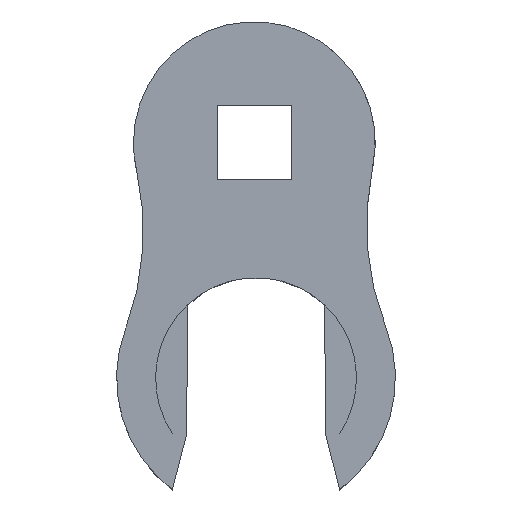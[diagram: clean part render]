
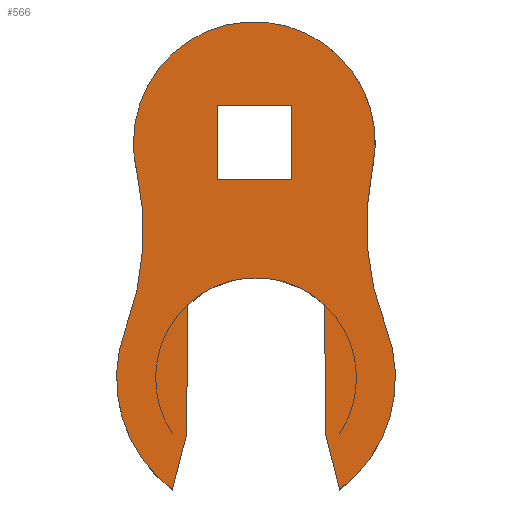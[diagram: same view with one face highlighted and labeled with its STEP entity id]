
A CAD part, top view. The second image highlights one B-rep face of the part: STEP entity #566.
In plain terms, the highlighted planar face has unit normal (0, 0, 1).
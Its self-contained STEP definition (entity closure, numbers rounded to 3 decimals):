
#17=FACE_BOUND('',#91,.T.);
#58=FACE_OUTER_BOUND('',#90,.T.);
#90=EDGE_LOOP('',(#480,#481,#482,#483,#484,#485,#486,#487,#488,#489,#490,
#491,#492,#493,#494));
#91=EDGE_LOOP('',(#495,#496,#497,#498));
#102=CIRCLE('',#592,15.);
#103=CIRCLE('',#594,7.5);
#105=CIRCLE('',#603,5.401);
#107=CIRCLE('',#610,5.401);
#109=CIRCLE('',#617,6.5);
#111=CIRCLE('',#619,6.5);
#112=CIRCLE('',#627,15.);
#113=CIRCLE('',#629,7.5);
#114=CIRCLE('',#630,5.401);
#115=CIRCLE('',#631,5.401);
#116=CIRCLE('',#632,5.401);
#128=LINE('',#850,#183);
#132=LINE('',#858,#187);
#139=LINE('',#883,#194);
#142=LINE('',#889,#197);
#154=LINE('',#918,#209);
#157=LINE('',#923,#212);
#169=LINE('',#952,#224);
#170=LINE('',#954,#225);
#183=VECTOR('',#681,10.);
#187=VECTOR('',#687,10.);
#194=VECTOR('',#708,10.);
#197=VECTOR('',#713,10.);
#209=VECTOR('',#737,10.);
#212=VECTOR('',#742,10.);
#224=VECTOR('',#772,10.);
#225=VECTOR('',#775,10.);
#235=VERTEX_POINT('',#816);
#236=VERTEX_POINT('',#818);
#238=VERTEX_POINT('',#824);
#244=VERTEX_POINT('',#848);
#245=VERTEX_POINT('',#849);
#248=VERTEX_POINT('',#857);
#249=VERTEX_POINT('',#862);
#251=VERTEX_POINT('',#874);
#253=VERTEX_POINT('',#882);
#255=VERTEX_POINT('',#888);
#265=VERTEX_POINT('',#915);
#266=VERTEX_POINT('',#917);
#267=VERTEX_POINT('',#921);
#268=VERTEX_POINT('',#925);
#270=VERTEX_POINT('',#930);
#275=VERTEX_POINT('',#950);
#276=VERTEX_POINT('',#956);
#286=EDGE_CURVE('',#235,#236,#102,.T.);
#290=EDGE_CURVE('',#235,#238,#103,.T.);
#299=EDGE_CURVE('',#244,#245,#128,.T.);
#303=EDGE_CURVE('',#245,#248,#132,.T.);
#309=EDGE_CURVE('',#244,#249,#105,.T.);
#314=EDGE_CURVE('',#253,#238,#139,.T.);
#317=EDGE_CURVE('',#255,#253,#142,.T.);
#320=EDGE_CURVE('',#251,#255,#107,.T.);
#331=EDGE_CURVE('',#266,#265,#154,.T.);
#334=EDGE_CURVE('',#265,#267,#157,.T.);
#335=EDGE_CURVE('',#268,#236,#109,.T.);
#338=EDGE_CURVE('',#270,#268,#111,.T.);
#349=EDGE_CURVE('',#267,#275,#169,.T.);
#350=EDGE_CURVE('',#275,#266,#170,.T.);
#351=EDGE_CURVE('',#270,#276,#112,.T.);
#353=EDGE_CURVE('',#248,#276,#113,.T.);
#354=EDGE_CURVE('',#251,#255,#114,.T.);
#355=EDGE_CURVE('',#255,#244,#115,.T.);
#356=EDGE_CURVE('',#244,#249,#116,.T.);
#480=ORIENTED_EDGE('',*,*,#353,.T.);
#481=ORIENTED_EDGE('',*,*,#351,.F.);
#482=ORIENTED_EDGE('',*,*,#338,.T.);
#483=ORIENTED_EDGE('',*,*,#335,.T.);
#484=ORIENTED_EDGE('',*,*,#286,.F.);
#485=ORIENTED_EDGE('',*,*,#290,.T.);
#486=ORIENTED_EDGE('',*,*,#314,.F.);
#487=ORIENTED_EDGE('',*,*,#317,.F.);
#488=ORIENTED_EDGE('',*,*,#320,.F.);
#489=ORIENTED_EDGE('',*,*,#354,.T.);
#490=ORIENTED_EDGE('',*,*,#355,.T.);
#491=ORIENTED_EDGE('',*,*,#356,.T.);
#492=ORIENTED_EDGE('',*,*,#309,.F.);
#493=ORIENTED_EDGE('',*,*,#299,.T.);
#494=ORIENTED_EDGE('',*,*,#303,.T.);
#495=ORIENTED_EDGE('',*,*,#350,.T.);
#496=ORIENTED_EDGE('',*,*,#331,.T.);
#497=ORIENTED_EDGE('',*,*,#334,.T.);
#498=ORIENTED_EDGE('',*,*,#349,.T.);
#537=PLANE('',#628);
#566=ADVANCED_FACE('',(#58,#17),#537,.T.);
#592=AXIS2_PLACEMENT_3D('',#819,#657,#658);
#594=AXIS2_PLACEMENT_3D('',#826,#664,#665);
#603=AXIS2_PLACEMENT_3D('',#870,#696,#697);
#610=AXIS2_PLACEMENT_3D('',#894,#718,#719);
#617=AXIS2_PLACEMENT_3D('',#926,#745,#746);
#619=AXIS2_PLACEMENT_3D('',#931,#750,#751);
#627=AXIS2_PLACEMENT_3D('',#957,#778,#779);
#628=AXIS2_PLACEMENT_3D('',#959,#781,#782);
#629=AXIS2_PLACEMENT_3D('',#960,#783,#784);
#630=AXIS2_PLACEMENT_3D('',#961,#785,#786);
#631=AXIS2_PLACEMENT_3D('',#962,#787,#788);
#632=AXIS2_PLACEMENT_3D('',#963,#789,#790);
#657=DIRECTION('center_axis',(0.,0.,1.));
#658=DIRECTION('ref_axis',(0.998,-0.068,0.));
#664=DIRECTION('center_axis',(0.,0.,1.));
#665=DIRECTION('ref_axis',(1.,0.,0.));
#681=DIRECTION('',(0.003,-1.,0.));
#687=DIRECTION('',(0.25,-0.968,0.));
#696=DIRECTION('center_axis',(0.,0.,-1.));
#697=DIRECTION('ref_axis',(1.,0.,0.));
#708=DIRECTION('',(-0.251,-0.968,0.));
#713=DIRECTION('',(-0.003,-1.,0.));
#718=DIRECTION('center_axis',(0.,0.,-1.));
#719=DIRECTION('ref_axis',(1.,0.,0.));
#737=DIRECTION('',(-1.,0.,0.));
#742=DIRECTION('',(0.,1.,0.));
#745=DIRECTION('center_axis',(0.,0.,1.));
#746=DIRECTION('ref_axis',(1.,0.,0.));
#750=DIRECTION('center_axis',(0.,0.,1.));
#751=DIRECTION('ref_axis',(1.,0.,0.));
#772=DIRECTION('',(1.,0.,0.));
#775=DIRECTION('',(0.,-1.,0.));
#778=DIRECTION('center_axis',(0.,0.,1.));
#779=DIRECTION('ref_axis',(-0.997,-0.083,0.));
#781=DIRECTION('center_axis',(0.,0.,1.));
#782=DIRECTION('ref_axis',(1.,0.,0.));
#783=DIRECTION('center_axis',(0.,0.,1.));
#784=DIRECTION('ref_axis',(1.,0.,0.));
#785=DIRECTION('center_axis',(0.,0.,-1.));
#786=DIRECTION('ref_axis',(1.,0.,0.));
#787=DIRECTION('center_axis',(0.,0.,-1.));
#788=DIRECTION('ref_axis',(1.,0.,0.));
#789=DIRECTION('center_axis',(0.,0.,-1.));
#790=DIRECTION('ref_axis',(1.,0.,0.));
#816=CARTESIAN_POINT('',(45.471,-10.024,20.));
#818=CARTESIAN_POINT('',(46.06,-1.435,20.));
#819=CARTESIAN_POINT('Origin',(31.43,-4.746,20.));
#824=CARTESIAN_POINT('',(47.991,-18.664,20.));
#826=CARTESIAN_POINT('Origin',(52.491,-12.664,20.));
#848=CARTESIAN_POINT('',(56.191,-8.729,20.));
#849=CARTESIAN_POINT('',(56.215,-15.65,20.));
#850=CARTESIAN_POINT('',(56.191,-8.729,20.));
#857=CARTESIAN_POINT('',(56.991,-18.664,20.));
#858=CARTESIAN_POINT('',(56.215,-15.65,20.));
#862=CARTESIAN_POINT('',(56.991,-15.65,20.));
#870=CARTESIAN_POINT('Origin',(52.491,-12.664,20.));
#874=CARTESIAN_POINT('',(47.991,-15.65,20.));
#882=CARTESIAN_POINT('',(48.772,-15.65,20.));
#883=CARTESIAN_POINT('',(48.772,-15.65,20.));
#888=CARTESIAN_POINT('',(48.791,-8.729,20.));
#889=CARTESIAN_POINT('',(48.791,-8.729,20.));
#894=CARTESIAN_POINT('Origin',(52.491,-12.664,20.));
#915=CARTESIAN_POINT('',(50.4,-2.,20.));
#917=CARTESIAN_POINT('',(54.4,-2.,20.));
#918=CARTESIAN_POINT('',(50.4,-2.,20.));
#921=CARTESIAN_POINT('',(50.4,2.,20.));
#923=CARTESIAN_POINT('',(50.4,2.,20.));
#925=CARTESIAN_POINT('',(45.9,0.,20.));
#926=CARTESIAN_POINT('Origin',(52.4,0.,20.));
#930=CARTESIAN_POINT('',(58.76,-1.343,20.));
#931=CARTESIAN_POINT('Origin',(52.4,0.,20.));
#950=CARTESIAN_POINT('',(54.4,2.,20.));
#952=CARTESIAN_POINT('',(54.4,2.,20.));
#954=CARTESIAN_POINT('',(54.4,-2.,20.));
#956=CARTESIAN_POINT('',(59.473,-9.924,20.));
#957=CARTESIAN_POINT('Origin',(73.436,-4.443,20.));
#959=CARTESIAN_POINT('Origin',(52.491,-6.832,20.));
#960=CARTESIAN_POINT('Origin',(52.491,-12.664,20.));
#961=CARTESIAN_POINT('Origin',(52.491,-12.664,20.));
#962=CARTESIAN_POINT('Origin',(52.491,-12.664,20.));
#963=CARTESIAN_POINT('Origin',(52.491,-12.664,20.));
